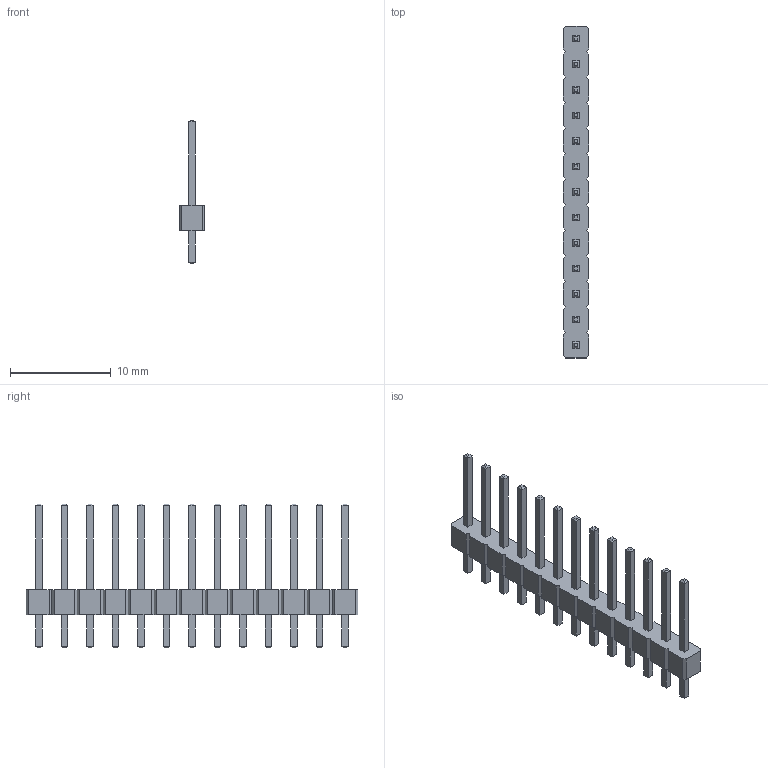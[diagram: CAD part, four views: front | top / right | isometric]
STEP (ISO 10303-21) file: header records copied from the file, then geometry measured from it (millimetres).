
FILE_DESCRIPTION(('FreeCAD Model'),'2;1');
FILE_NAME('./generated_pinheaders//PinHeader_Straight_1x13x2.54mm.step', '2017-02-18T20:18:56',('Author'),(''), 'Open CASCADE STEP processor 6.9','FreeCAD','Unknown');
FILE_SCHEMA(('AUTOMOTIVE_DESIGN_CC2 { 1 2 10303 214 -1 1 5 4 }'));
Length unit declared in the file: millimetre
Products named in the file (2): ASSEMBLY; PinHeader_Straight_1x13x254mm
Assembly tree (1 placements, depth 2):
  ASSEMBLY
    PinHeader_Straight_1x13x254mm
Bounding box: 2.5 x 33.02 x 14.3 mm (x, y, z)
Volume: 264.5 mm3; surface area: 736.3 mm2
Topology: 1 solids, 1 shells, 316 faces, 760 edges, 472 vertices
Faces by surface type: plane 316
Entity records: 20767 total; most frequent: CARTESIAN_POINT 3278, DIRECTION 2708, LINE 2072, VECTOR 2072, ORIENTED_EDGE 1520, PCURVE 1520, DEFINITIONAL_REPRESENTATION 1520, EDGE_CURVE 760
